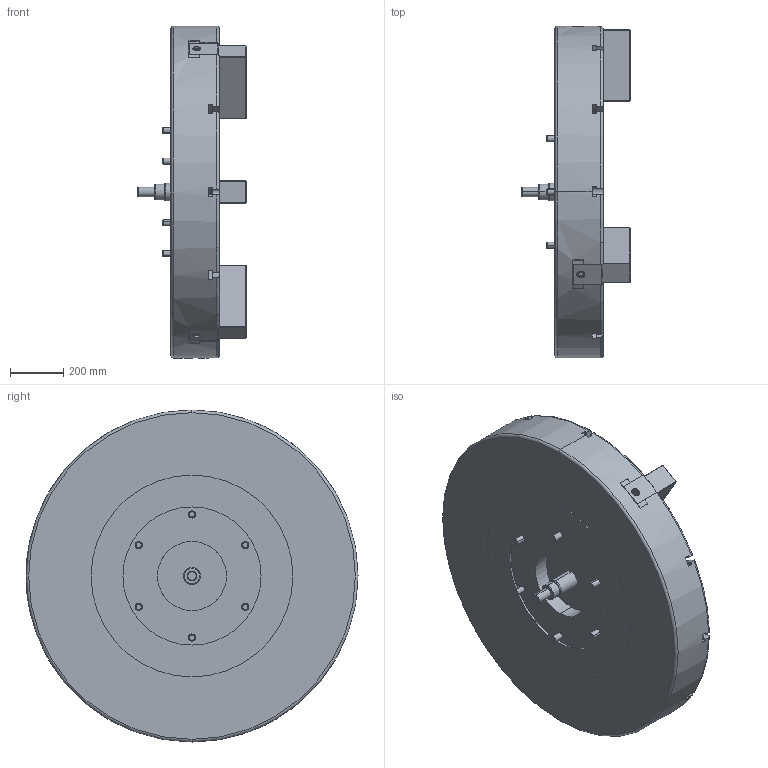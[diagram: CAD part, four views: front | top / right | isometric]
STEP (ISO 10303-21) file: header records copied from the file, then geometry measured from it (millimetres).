
FILE_DESCRIPTION (( 'STEP AP203' ), '1' );
FILE_NAME ('CF-3V-50.STEP', '2022-04-26T08:41:02', ( '' ), ( '' ), 'SwSTEP 2.0', 'SolidWorks 2016', '' );
FILE_SCHEMA (( 'CONFIG_CONTROL_DESIGN' ));
Length unit declared in the file: millimetre
Products named in the file (16): CF-3V-50-05010 ; 圓頭內六角螺栓_M24x140; CF-3V-50-18000 ; CF-3V-50-09010; CF-3V-50-07000; CF-3V-50-19000; CF-3V-50-11020; CF-3V-50-25000_3V-50-25000; CF-3V-50-10020; 圓頭內六角螺栓; CF-3V-50-12010; CF-3V-50; 圓頭內六角螺栓_M24x60; 圓頭內六角螺栓_M16x35; CF-3V-50-01010; 圓頭內六角螺栓_M12x16
Assembly tree (43 placements, depth 2):
  CF-3V-50
    CF-3V-50-01010
    CF-3V-50-05010   x3
    CF-3V-50-18000   x3
    CF-3V-50-07000  x3
    CF-3V-50-11020  x3
    CF-3V-50-10020
    CF-3V-50-12010
    圓頭內六角螺栓_M24x60  x9
    圓頭內六角螺栓_M16x35  x6
    圓頭內六角螺栓_M12x16  x3
    圓頭內六角螺栓_M24x140  x6
    CF-3V-50-09010
    CF-3V-50-19000
    CF-3V-50-25000_3V-50-25000
    圓頭內六角螺栓
Bounding box: 409 x 1250 x 1250 mm (x, y, z)
Volume: 217359292.5 mm3; surface area: 6104316.3 mm2
Topology: 43 solids, 43 shells, 2157 faces, 5280 edges, 3283 vertices
Faces by surface type: plane 1366, cylinder 494, cone 263, bspline 18, torus 16
Entity records: 29424 total; most frequent: CARTESIAN_POINT 5460, DIRECTION 4655, ORIENTED_EDGE 4352, EDGE_CURVE 2176, AXIS2_PLACEMENT_3D 1641, VERTEX_POINT 1389, LINE 1373, VECTOR 1373
